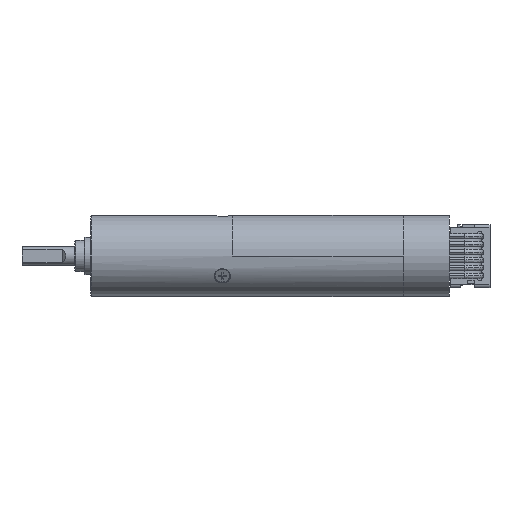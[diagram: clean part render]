
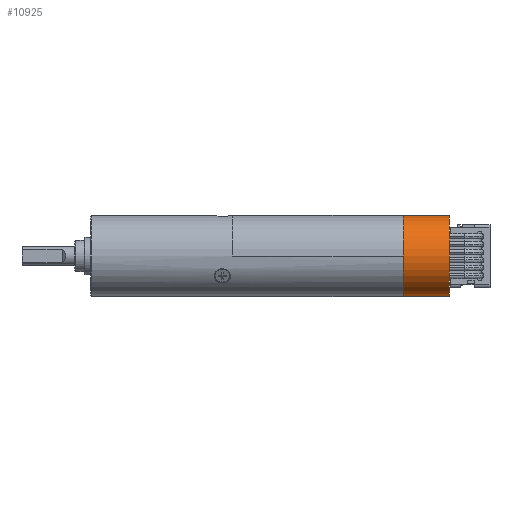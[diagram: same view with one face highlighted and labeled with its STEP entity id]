
A CAD part, front view. The second image highlights one B-rep face of the part: STEP entity #10925.
In plain terms, the highlighted cylindrical face has radius 6.505 mm (diameter 13.01 mm), a partial arc.
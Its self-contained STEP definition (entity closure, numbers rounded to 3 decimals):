
#1012=CARTESIAN_POINT('',(32.9,0.,0.));
#1013=DIRECTION('',(1.,0.,0.));
#1014=DIRECTION('',(0.,0.,1.));
#1015=AXIS2_PLACEMENT_3D('',#1012,#1013,#1014);
#1017=DIRECTION('',(1.,0.,0.));
#1018=VECTOR('',#1017,7.4);
#1019=CARTESIAN_POINT('',(32.9,0.,-6.505));
#1020=LINE('',#1019,#1018);
#1021=DIRECTION('',(1.,0.,0.));
#1022=VECTOR('',#1021,7.4);
#1023=CARTESIAN_POINT('',(32.9,0.,6.505));
#1024=LINE('',#1023,#1022);
#1030=CARTESIAN_POINT('',(40.3,0.,0.));
#1031=DIRECTION('',(1.,0.,0.));
#1032=DIRECTION('',(0.,0.,1.));
#1033=AXIS2_PLACEMENT_3D('',#1030,#1031,#1032);
#7933=CARTESIAN_POINT('',(32.9,0.,-6.505));
#7934=CARTESIAN_POINT('',(32.9,0.,6.505));
#7935=VERTEX_POINT('',#7933);
#7936=VERTEX_POINT('',#7934);
#7937=CARTESIAN_POINT('',(40.3,0.,-6.505));
#7938=CARTESIAN_POINT('',(40.3,0.,6.505));
#7939=VERTEX_POINT('',#7937);
#7940=VERTEX_POINT('',#7938);
#10913=CARTESIAN_POINT('',(32.9,0.,0.));
#10914=DIRECTION('',(1.,0.,0.));
#10915=DIRECTION('',(0.,0.,-1.));
#10916=AXIS2_PLACEMENT_3D('',#10913,#10914,#10915);
#10917=CYLINDRICAL_SURFACE('',#10916,6.505);
#10918=ORIENTED_EDGE('',*,*,#10889,.F.);
#10919=ORIENTED_EDGE('',*,*,#10908,.T.);
#10921=ORIENTED_EDGE('',*,*,#10920,.T.);
#10922=ORIENTED_EDGE('',*,*,#10904,.F.);
#10923=EDGE_LOOP('',(#10918,#10919,#10921,#10922));
#10924=FACE_OUTER_BOUND('',#10923,.F.);
#10925=ADVANCED_FACE('',(#10924),#10917,.T.);
#1016=CIRCLE('',#1015,6.505);
#1034=CIRCLE('',#1033,6.505);
#10889=EDGE_CURVE('',#7936,#7935,#1016,.T.);
#10904=EDGE_CURVE('',#7935,#7939,#1020,.T.);
#10908=EDGE_CURVE('',#7936,#7940,#1024,.T.);
#10920=EDGE_CURVE('',#7940,#7939,#1034,.T.);
